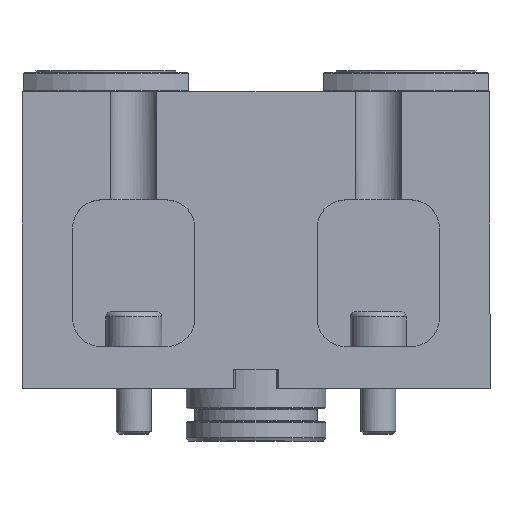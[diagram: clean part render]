
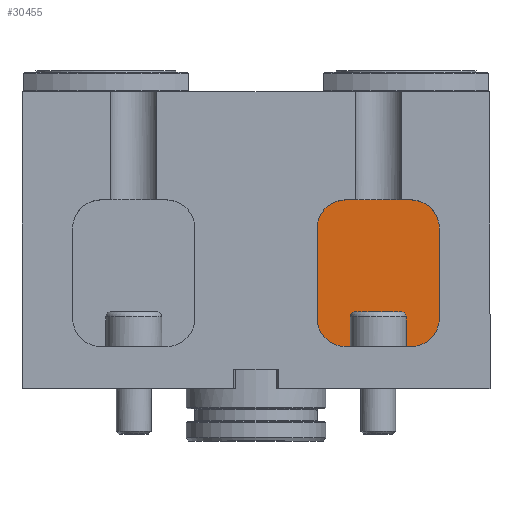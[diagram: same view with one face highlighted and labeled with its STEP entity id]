
A CAD part, top view. The second image highlights one B-rep face of the part: STEP entity #30455.
In plain terms, the highlighted planar face has unit normal (0, 0, 1).
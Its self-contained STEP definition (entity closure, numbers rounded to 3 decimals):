
#175 = DIRECTION ( 'NONE',  ( 1., 0., 0. ) ) ;
#1138 = ORIENTED_EDGE ( 'NONE', *, *, #10211, .T. ) ;
#1201 = VERTEX_POINT ( 'NONE', #28279 ) ;
#1238 = LINE ( 'NONE', #13696, #21166 ) ;
#1474 = VECTOR ( 'NONE', #27893, 1000. ) ;
#1758 = DIRECTION ( 'NONE',  ( 0., 0., 1. ) ) ;
#1784 = EDGE_LOOP ( 'NONE', ( #7322, #6289, #13595, #1138, #5431, #1845, #3941, #17230 ) ) ;
#1845 = ORIENTED_EDGE ( 'NONE', *, *, #23518, .T. ) ;
#2097 = CARTESIAN_POINT ( 'NONE',  ( 17.5, 45.9, 22. ) ) ;
#2199 = CARTESIAN_POINT ( 'NONE',  ( 17.5, 20.1, 22. ) ) ;
#2813 = CARTESIAN_POINT ( 'NONE',  ( 17.5, 45.9, 22. ) ) ;
#3615 = VERTEX_POINT ( 'NONE', #14236 ) ;
#3941 = ORIENTED_EDGE ( 'NONE', *, *, #32086, .T. ) ;
#5290 = DIRECTION ( 'NONE',  ( 0., 0., 1. ) ) ;
#5431 = ORIENTED_EDGE ( 'NONE', *, *, #6455, .T. ) ;
#5741 = PLANE ( 'NONE',  #13914 ) ;
#6289 = ORIENTED_EDGE ( 'NONE', *, *, #14824, .T. ) ;
#6455 = EDGE_CURVE ( 'NONE', #12022, #32619, #32620, .T. ) ;
#6573 = VERTEX_POINT ( 'NONE', #30918 ) ;
#7322 = ORIENTED_EDGE ( 'NONE', *, *, #11179, .T. ) ;
#7535 = LINE ( 'NONE', #7863, #28863 ) ;
#7863 = CARTESIAN_POINT ( 'NONE',  ( 25.6, 12., 22. ) ) ;
#9459 = CARTESIAN_POINT ( 'NONE',  ( 44.4, 45.9, 22. ) ) ;
#10211 = EDGE_CURVE ( 'NONE', #3615, #12022, #22773, .T. ) ;
#11179 = EDGE_CURVE ( 'NONE', #6573, #1201, #32002, .T. ) ;
#11804 = EDGE_CURVE ( 'NONE', #27642, #6573, #7535, .T. ) ;
#12022 = VERTEX_POINT ( 'NONE', #23565 ) ;
#12290 = VERTEX_POINT ( 'NONE', #17842 ) ;
#13595 = ORIENTED_EDGE ( 'NONE', *, *, #28294, .T. ) ;
#13696 = CARTESIAN_POINT ( 'NONE',  ( 52.5, 45.9, 22. ) ) ;
#13914 = AXIS2_PLACEMENT_3D ( 'NONE', #31683, #26468, #31843 ) ;
#14236 = CARTESIAN_POINT ( 'NONE',  ( 44.4, 54., 22. ) ) ;
#14824 = EDGE_CURVE ( 'NONE', #1201, #12290, #1238, .T. ) ;
#15076 = DIRECTION ( 'NONE',  ( 1., 0., 0. ) ) ;
#15189 = DIRECTION ( 'NONE',  ( -1., 0., 0. ) ) ;
#15527 = CARTESIAN_POINT ( 'NONE',  ( 25.6, 54., 22. ) ) ;
#15709 = VECTOR ( 'NONE', #15189, 1000. ) ;
#16668 = CIRCLE ( 'NONE', #30660, 8.1 ) ;
#16725 = DIRECTION ( 'NONE',  ( 0., 1., 0. ) ) ;
#17230 = ORIENTED_EDGE ( 'NONE', *, *, #11804, .T. ) ;
#17519 = DIRECTION ( 'NONE',  ( 1., 0., 0. ) ) ;
#17842 = CARTESIAN_POINT ( 'NONE',  ( 52.5, 45.9, 22. ) ) ;
#18109 = CARTESIAN_POINT ( 'NONE',  ( 25.6, 12., 22. ) ) ;
#18286 = DIRECTION ( 'NONE',  ( 1., 0., 0. ) ) ;
#20496 = CARTESIAN_POINT ( 'NONE',  ( 44.4, 20.1, 22. ) ) ;
#21166 = VECTOR ( 'NONE', #16725, 1000. ) ;
#22243 = CIRCLE ( 'NONE', #29235, 8.1 ) ;
#22479 = DIRECTION ( 'NONE',  ( 0., 0., 1. ) ) ;
#22773 = LINE ( 'NONE', #15527, #15709 ) ;
#23049 = CARTESIAN_POINT ( 'NONE',  ( 25.6, 20.1, 22. ) ) ;
#23518 = EDGE_CURVE ( 'NONE', #32619, #29739, #25880, .T. ) ;
#23565 = CARTESIAN_POINT ( 'NONE',  ( 25.6, 54., 22. ) ) ;
#25371 = DIRECTION ( 'NONE',  ( -1., 0., 0. ) ) ;
#25880 = LINE ( 'NONE', #2813, #1474 ) ;
#26468 = DIRECTION ( 'NONE',  ( 0., 0., 1. ) ) ;
#27642 = VERTEX_POINT ( 'NONE', #18109 ) ;
#27893 = DIRECTION ( 'NONE',  ( 0., -1., 0. ) ) ;
#28279 = CARTESIAN_POINT ( 'NONE',  ( 52.5, 20.1, 22. ) ) ;
#28294 = EDGE_CURVE ( 'NONE', #12290, #3615, #16668, .T. ) ;
#28442 = DIRECTION ( 'NONE',  ( 0., 0., 1. ) ) ;
#28803 = AXIS2_PLACEMENT_3D ( 'NONE', #20496, #5290, #18286 ) ;
#28863 = VECTOR ( 'NONE', #17519, 1000. ) ;
#29235 = AXIS2_PLACEMENT_3D ( 'NONE', #23049, #28442, #175 ) ;
#29401 = AXIS2_PLACEMENT_3D ( 'NONE', #30051, #22479, #15076 ) ;
#29739 = VERTEX_POINT ( 'NONE', #2199 ) ;
#30051 = CARTESIAN_POINT ( 'NONE',  ( 25.6, 45.9, 22. ) ) ;
#30455 = ADVANCED_FACE ( 'Defeature completata1_38', ( #32001 ), #5741, .T. ) ;
#30660 = AXIS2_PLACEMENT_3D ( 'NONE', #9459, #1758, #25371 ) ;
#30918 = CARTESIAN_POINT ( 'NONE',  ( 44.4, 12., 22. ) ) ;
#31683 = CARTESIAN_POINT ( 'NONE',  ( 44.4, 20.1, 22. ) ) ;
#31843 = DIRECTION ( 'NONE',  ( 1., 0., 0. ) ) ;
#32001 = FACE_OUTER_BOUND ( 'NONE', #1784, .T. ) ;
#32002 = CIRCLE ( 'NONE', #28803, 8.1 ) ;
#32086 = EDGE_CURVE ( 'NONE', #29739, #27642, #22243, .T. ) ;
#32619 = VERTEX_POINT ( 'NONE', #2097 ) ;
#32620 = CIRCLE ( 'NONE', #29401, 8.1 ) ;
